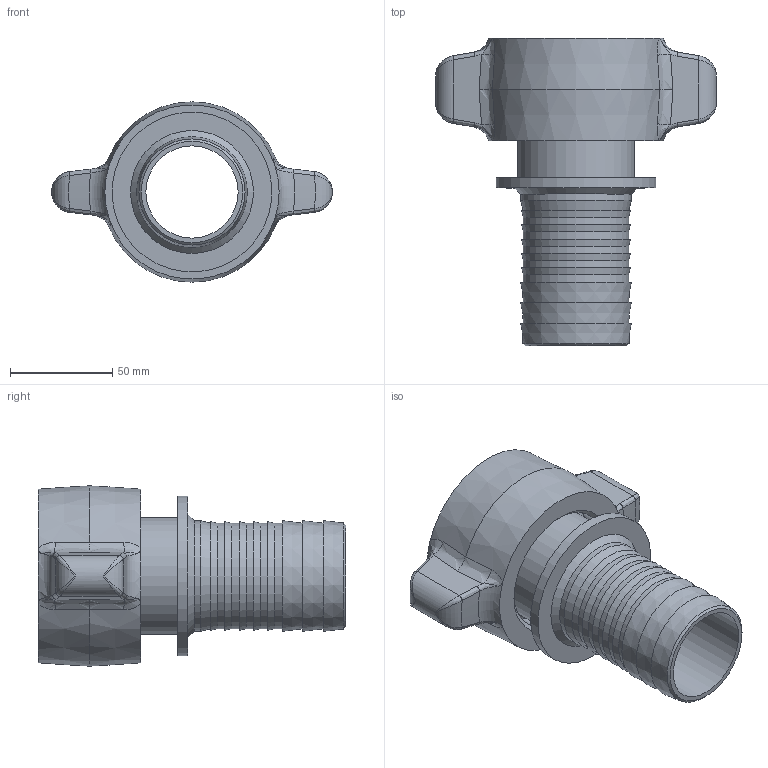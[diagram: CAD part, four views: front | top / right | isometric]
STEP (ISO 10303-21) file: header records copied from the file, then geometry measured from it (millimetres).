
FILE_DESCRIPTION(/* description */ (''),/* implementation_level */ '2;1');
FILE_NAME(/* name */ '75_53_s.stp',/* time_stamp */ '2020-04-09T12:52:04+02:00',/* author */ ('schnellinger'),/* organization */ (''),/* preprocessor_version */ 'ST-DEVELOPER v17',/* originating_system */ 'Autodesk Inventor 2018',/* authorisation */ '0 mm^3');
FILE_SCHEMA (('AUTOMOTIVE_DESIGN { 1 0 10303 214 3 1 1 }'));
Length unit declared in the file: millimetre
Products named in the file (1): LUE_00025749
Bounding box: 137 x 150 x 88 mm (x, y, z)
Volume: 262766.4 mm3; surface area: 93773.8 mm2
Topology: 5 solids, 5 shells, 180 faces, 456 edges, 290 vertices
Faces by surface type: bspline 80, plane 39, cone 29, cylinder 19, torus 13
Full cylindrical faces by diameter (mm): 45 x1, 51.5 x5, 54 x2, 54.5 x1, 57 x1, 61 x1, 68 x1, 71.19 x1, 76 x1, 78 x1
Entity records: 16176 total; most frequent: CARTESIAN_POINT 12076, ORIENTED_EDGE 896, DIRECTION 629, EDGE_CURVE 448, VERTEX_POINT 290, AXIS2_PLACEMENT_3D 267, EDGE_LOOP 202, B_SPLINE_CURVE_WITH_KNOTS 187
